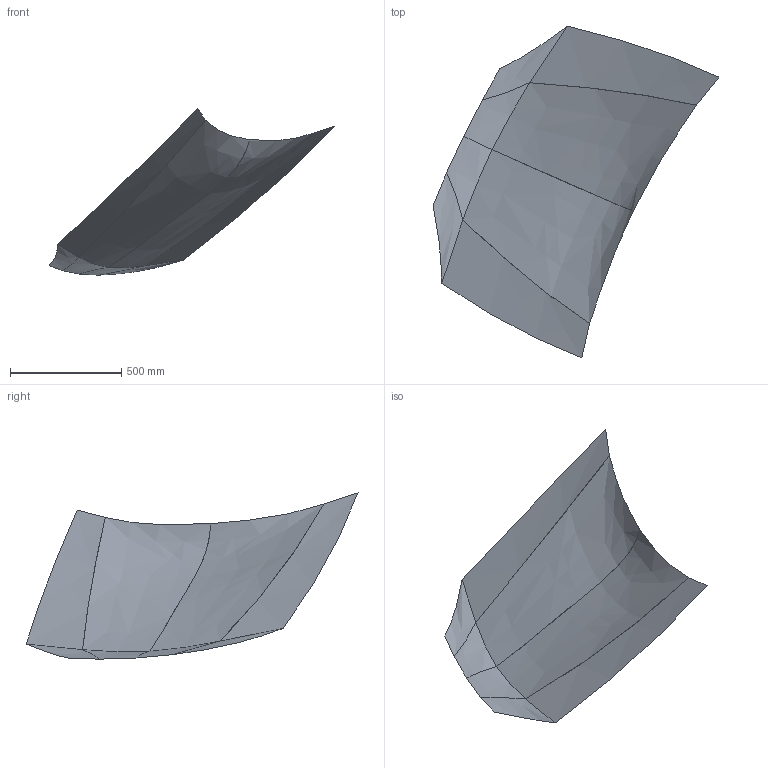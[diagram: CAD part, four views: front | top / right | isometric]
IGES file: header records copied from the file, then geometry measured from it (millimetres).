
Start section: START RECORD GO HERE.
Global section: file name: Hood Top - Corrected.igs; native system: IBM CATIA IGES - CATIA Version 5 Release 17 ; preprocessor: CATIA Version 5 Release 17 ; author: bjtrump; organization: UMICH.EDU; date: 20090130.102333; units: inch
Bounding box: 1285.54 x 1493.07 x 747.74 mm (x, y, z)
Surface area: 1396432.6 mm2 (no closed solid volume)
Topology: 0 solids, 0 shells, 8 faces, 36 edges, 36 vertices
Faces by surface type: bspline 8
